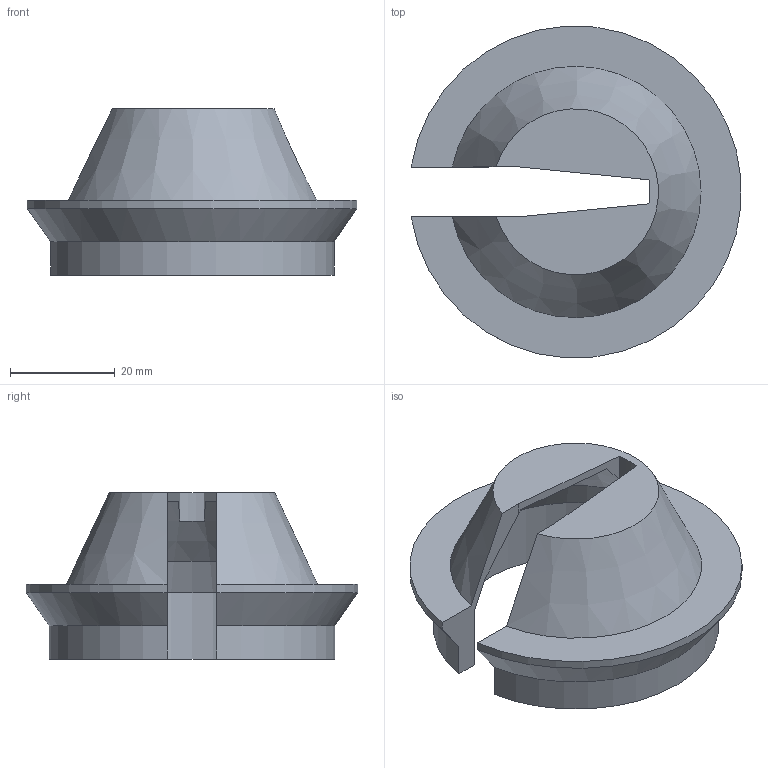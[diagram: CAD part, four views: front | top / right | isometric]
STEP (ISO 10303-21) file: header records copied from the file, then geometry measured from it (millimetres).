
FILE_DESCRIPTION(/* description */ (''),/* implementation_level */ '2;1');
FILE_NAME(/* name */ 'Aerodynamic Net Pot 2-in wide 0.75-in deep v4.step',/* time_stamp */ '2025-05-15T22:39:46-07:00',/* author */ (''),/* organization */ (''),/* preprocessor_version */ 'ST-DEVELOPER v20.1',/* originating_system */ 'Autodesk Translation Framework v14.4.0.0',/* authorisation */ '');
FILE_SCHEMA (('AUTOMOTIVE_DESIGN { 1 0 10303 214 3 1 1 }'));
Length unit declared in the file: inch
Products named in the file (1): Aerodynamic Net Pot 2-in wide 0.75-in deep
Bounding box: 63.02 x 63.41 x 31.75 mm (x, y, z)
Volume: 18234.4 mm3; surface area: 11874.7 mm2
Topology: 1 solids, 1 shells, 17 faces, 45 edges, 30 vertices
Faces by surface type: plane 7, cylinder 4, cone 4, bspline 2
Entity records: 603 total; most frequent: CARTESIAN_POINT 183, ORIENTED_EDGE 90, DIRECTION 70, EDGE_CURVE 45, VERTEX_POINT 30, AXIS2_PLACEMENT_3D 29, FACE_OUTER_BOUND 17, EDGE_LOOP 17
